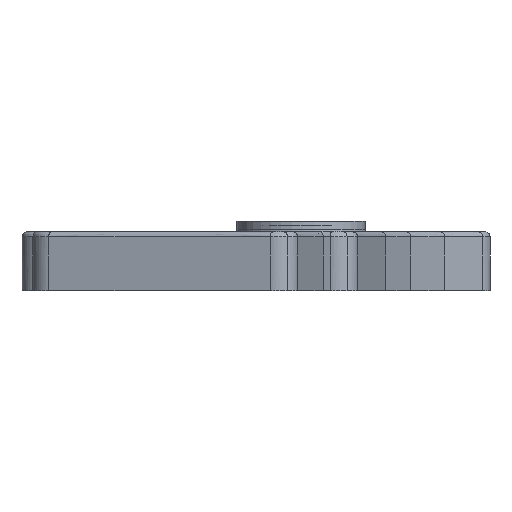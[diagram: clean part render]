
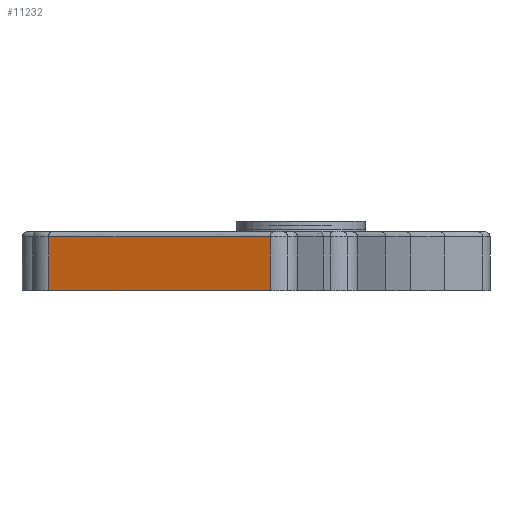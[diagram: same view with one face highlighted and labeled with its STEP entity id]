
A CAD part, left-side view. The second image highlights one B-rep face of the part: STEP entity #11232.
In plain terms, the highlighted planar face has unit normal (-0.966, 0.26, 0).
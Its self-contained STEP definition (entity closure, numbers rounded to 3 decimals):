
#671=B_SPLINE_CURVE_WITH_KNOTS('',3,(#24610,#24611,#24612,#24613),
 .UNSPECIFIED.,.F.,.F.,(4,4),(0.,7.275),
 .UNSPECIFIED.);
#937=LINE('',#28412,#2097);
#938=LINE('',#28419,#2098);
#939=LINE('',#28420,#2099);
#2097=VECTOR('',#12414,10.);
#2098=VECTOR('',#12417,10.);
#2099=VECTOR('',#12418,10.);
#3337=FACE_OUTER_BOUND('',#3934,.T.);
#3934=EDGE_LOOP('',(#8205,#8206,#8207,#8208));
#4871=VERTEX_POINT('',#24524);
#4872=VERTEX_POINT('',#24599);
#4905=VERTEX_POINT('',#28411);
#4906=VERTEX_POINT('',#28418);
#6087=EDGE_CURVE('',#4871,#4872,#671,.T.);
#6160=EDGE_CURVE('',#4905,#4872,#937,.T.);
#6162=EDGE_CURVE('',#4906,#4871,#938,.T.);
#6163=EDGE_CURVE('',#4905,#4906,#939,.T.);
#8205=ORIENTED_EDGE('',*,*,#6087,.F.);
#8206=ORIENTED_EDGE('',*,*,#6162,.F.);
#8207=ORIENTED_EDGE('',*,*,#6163,.F.);
#8208=ORIENTED_EDGE('',*,*,#6160,.T.);
#10708=PLANE('',#11751);
#11232=ADVANCED_FACE('',(#3337),#10708,.T.);
#11751=AXIS2_PLACEMENT_3D('',#28417,#12415,#12416);
#12414=DIRECTION('',(0.,0.,1.));
#12415=DIRECTION('center_axis',(-0.966,0.26,0.));
#12416=DIRECTION('ref_axis',(-0.26,-0.966,0.));
#12417=DIRECTION('',(0.,0.,1.));
#12418=DIRECTION('',(0.26,0.966,0.));
#24524=CARTESIAN_POINT('',(386.204,-5.569,5.108));
#24599=CARTESIAN_POINT('',(367.309,-75.818,5.108));
#24610=CARTESIAN_POINT('Ctrl Pts',(386.204,-5.569,5.108));
#24611=CARTESIAN_POINT('Ctrl Pts',(379.904,-28.992,5.108));
#24612=CARTESIAN_POINT('Ctrl Pts',(373.609,-52.395,5.108));
#24613=CARTESIAN_POINT('Ctrl Pts',(367.309,-75.818,5.108));
#28411=CARTESIAN_POINT('',(367.309,-75.818,-12.));
#28412=CARTESIAN_POINT('',(367.309,-75.818,0.));
#28417=CARTESIAN_POINT('Origin',(386.204,-5.569,0.));
#28418=CARTESIAN_POINT('',(386.204,-5.569,-12.));
#28419=CARTESIAN_POINT('',(386.204,-5.569,0.));
#28420=CARTESIAN_POINT('',(386.204,-5.569,-12.));
